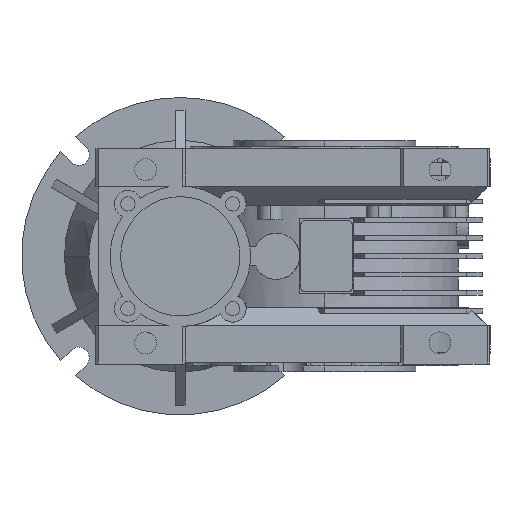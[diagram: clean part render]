
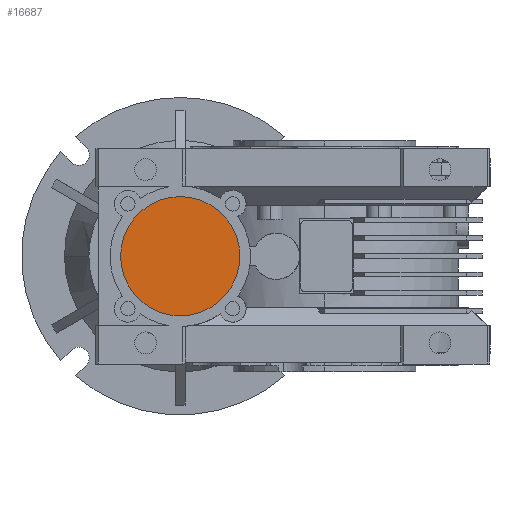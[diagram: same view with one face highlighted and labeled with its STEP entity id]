
A CAD part, left-side view. The second image highlights one B-rep face of the part: STEP entity #16687.
In plain terms, the highlighted planar face has unit normal (-1, 0, 0).
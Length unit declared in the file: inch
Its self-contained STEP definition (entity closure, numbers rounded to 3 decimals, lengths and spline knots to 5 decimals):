
#107 = EDGE_LOOP ( 'NONE', ( #16213, #35696 ) ) ;
#2866 = DIRECTION ( 'NONE',  ( 0., 0., 1. ) ) ;
#8060 = CARTESIAN_POINT ( 'NONE',  ( -3.32717, 2.95276, -1.22047 ) ) ;
#8513 = DIRECTION ( 'NONE',  ( -1., 0., 0. ) ) ;
#12258 = AXIS2_PLACEMENT_3D ( 'NONE', #35391, #17634, #14709 ) ;
#13557 = DIRECTION ( 'NONE',  ( 0., 0., -1. ) ) ;
#14709 = DIRECTION ( 'NONE',  ( 0., 0., -1. ) ) ;
#14971 = VERTEX_POINT ( 'NONE', #8060 ) ;
#16213 = ORIENTED_EDGE ( 'NONE', *, *, #24671, .T. ) ;
#16687 = ADVANCED_FACE ( 'NONE', ( #21003 ), #32890, .T. ) ;
#17634 = DIRECTION ( 'NONE',  ( -1., 0., 0. ) ) ;
#20436 = CARTESIAN_POINT ( 'NONE',  ( -3.32717, 2.95276, 1.22047 ) ) ;
#21003 = FACE_OUTER_BOUND ( 'NONE', #107, .T. ) ;
#24439 = AXIS2_PLACEMENT_3D ( 'NONE', #31700, #25637, #13557 ) ;
#24671 = EDGE_CURVE ( 'NONE', #14971, #25452, #33452, .T. ) ;
#25452 = VERTEX_POINT ( 'NONE', #20436 ) ;
#25637 = DIRECTION ( 'NONE',  ( -1., 0., 0. ) ) ;
#27031 = EDGE_CURVE ( 'NONE', #25452, #14971, #31267, .T. ) ;
#29777 = CARTESIAN_POINT ( 'NONE',  ( -3.32717, 2.95276, 0. ) ) ;
#31267 = CIRCLE ( 'NONE', #24439, 1.22047 ) ;
#31700 = CARTESIAN_POINT ( 'NONE',  ( -3.32717, 2.95276, 0. ) ) ;
#32890 = PLANE ( 'NONE',  #36491 ) ;
#33452 = CIRCLE ( 'NONE', #12258, 1.22047 ) ;
#35391 = CARTESIAN_POINT ( 'NONE',  ( -3.32717, 2.95276, 0. ) ) ;
#35696 = ORIENTED_EDGE ( 'NONE', *, *, #27031, .T. ) ;
#36491 = AXIS2_PLACEMENT_3D ( 'NONE', #29777, #8513, #2866 ) ;
